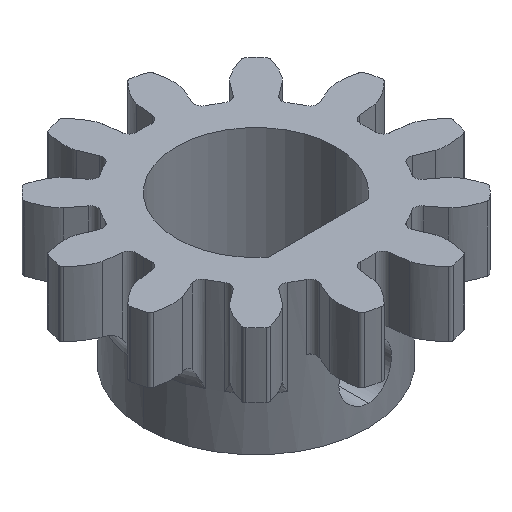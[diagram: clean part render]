
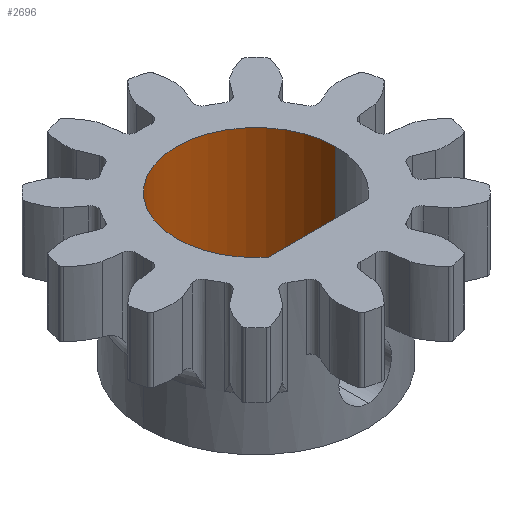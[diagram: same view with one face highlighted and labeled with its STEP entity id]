
A CAD part, isometric view. The second image highlights one B-rep face of the part: STEP entity #2696.
In plain terms, the highlighted cylindrical face has radius 3.423 mm (diameter 6.845 mm), a partial arc.
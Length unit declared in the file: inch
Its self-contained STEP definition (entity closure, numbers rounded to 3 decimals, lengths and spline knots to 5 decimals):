
#255 = AXIS2_PLACEMENT_3D ( 'NONE', #1057, #1619, #3931 ) ;
#572 = ORIENTED_EDGE ( 'NONE', *, *, #2972, .T. ) ;
#942 = EDGE_CURVE ( 'NONE', #4260, #2167, #2772, .T. ) ;
#1057 = CARTESIAN_POINT ( 'NONE',  ( 0., 0., 0. ) ) ;
#1499 = CARTESIAN_POINT ( 'NONE',  ( 0., 0., 0.25 ) ) ;
#1619 = DIRECTION ( 'NONE',  ( 0., 0., -1. ) ) ;
#1665 = VERTEX_POINT ( 'NONE', #5177 ) ;
#1671 = DIRECTION ( 'NONE',  ( -1., 0., 0. ) ) ;
#1706 = CYLINDRICAL_SURFACE ( 'NONE', #5598, 0.13475 ) ;
#1789 = LINE ( 'NONE', #4106, #5121 ) ;
#1945 = ORIENTED_EDGE ( 'NONE', *, *, #942, .T. ) ;
#2167 = VERTEX_POINT ( 'NONE', #3438 ) ;
#2696 = ADVANCED_FACE ( 'NONE', ( #6484 ), #1706, .F. ) ;
#2772 = LINE ( 'NONE', #4550, #4282 ) ;
#2818 = CARTESIAN_POINT ( 'NONE',  ( 0., 0., 0.25 ) ) ;
#2868 = DIRECTION ( 'NONE',  ( 0., 0., -1. ) ) ;
#2926 = AXIS2_PLACEMENT_3D ( 'NONE', #1499, #6734, #5707 ) ;
#2972 = EDGE_CURVE ( 'NONE', #2167, #3347, #5475, .T. ) ;
#3043 = ORIENTED_EDGE ( 'NONE', *, *, #5885, .F. ) ;
#3347 = VERTEX_POINT ( 'NONE', #4712 ) ;
#3438 = CARTESIAN_POINT ( 'NONE',  ( -0.13475, 0., 0. ) ) ;
#3931 = DIRECTION ( 'NONE',  ( -1., 0., 0. ) ) ;
#4106 = CARTESIAN_POINT ( 'NONE',  ( 0.13475, 0., 0.25 ) ) ;
#4260 = VERTEX_POINT ( 'NONE', #7207 ) ;
#4282 = VECTOR ( 'NONE', #5167, 39.37008 ) ;
#4550 = CARTESIAN_POINT ( 'NONE',  ( -0.13475, 0., 0.25 ) ) ;
#4712 = CARTESIAN_POINT ( 'NONE',  ( 0.13475, 0., 0. ) ) ;
#4953 = EDGE_CURVE ( 'NONE', #4260, #1665, #6328, .T. ) ;
#5121 = VECTOR ( 'NONE', #2868, 39.37008 ) ;
#5135 = DIRECTION ( 'NONE',  ( 0., 0., -1. ) ) ;
#5167 = DIRECTION ( 'NONE',  ( 0., 0., -1. ) ) ;
#5177 = CARTESIAN_POINT ( 'NONE',  ( 0.13475, 0., 0.25 ) ) ;
#5475 = CIRCLE ( 'NONE', #255, 0.13475 ) ;
#5598 = AXIS2_PLACEMENT_3D ( 'NONE', #2818, #5135, #1671 ) ;
#5707 = DIRECTION ( 'NONE',  ( -1., 0., 0. ) ) ;
#5885 = EDGE_CURVE ( 'NONE', #1665, #3347, #1789, .T. ) ;
#6328 = CIRCLE ( 'NONE', #2926, 0.13475 ) ;
#6484 = FACE_OUTER_BOUND ( 'NONE', #7120, .T. ) ;
#6734 = DIRECTION ( 'NONE',  ( 0., 0., -1. ) ) ;
#7120 = EDGE_LOOP ( 'NONE', ( #3043, #7427, #1945, #572 ) ) ;
#7207 = CARTESIAN_POINT ( 'NONE',  ( -0.13475, 0., 0.25 ) ) ;
#7427 = ORIENTED_EDGE ( 'NONE', *, *, #4953, .F. ) ;
